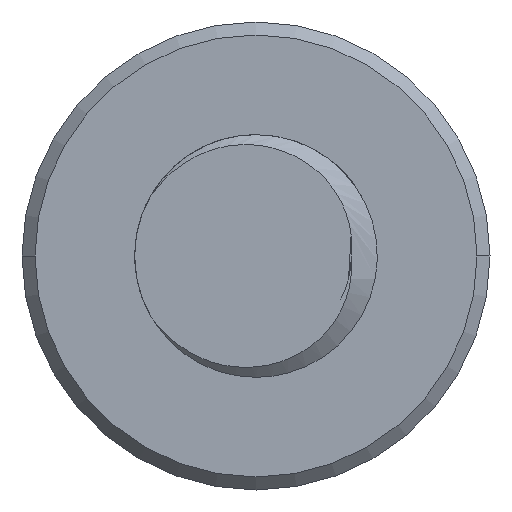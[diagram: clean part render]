
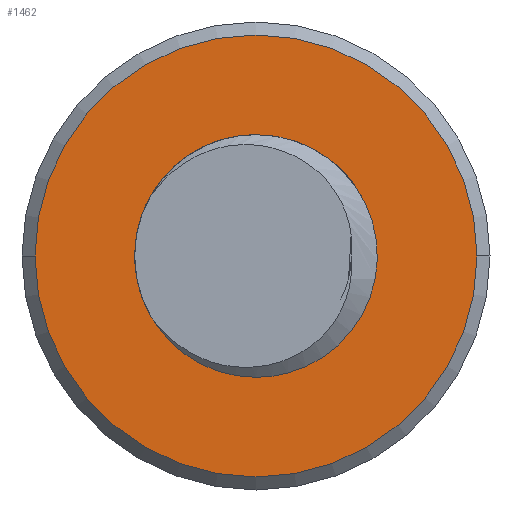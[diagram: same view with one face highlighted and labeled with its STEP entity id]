
A CAD part, front view. The second image highlights one B-rep face of the part: STEP entity #1462.
In plain terms, the highlighted planar face has unit normal (0, -1, 0).
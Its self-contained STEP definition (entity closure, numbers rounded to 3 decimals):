
#61 = CARTESIAN_POINT ( 'NONE',  ( 2.613, 0., 1.388 ) ) ;
#80 = CARTESIAN_POINT ( 'NONE',  ( 1.519, 0., 0.15 ) ) ;
#176 = CIRCLE ( 'NONE', #3135, 2.55 ) ;
#301 = CARTESIAN_POINT ( 'NONE',  ( 3.962, 0., 0.7 ) ) ;
#327 = VERTEX_POINT ( 'NONE', #1460 ) ;
#390 = CARTESIAN_POINT ( 'NONE',  ( 1.574, 0., -0.258 ) ) ;
#406 = CARTESIAN_POINT ( 'NONE',  ( 2.75, 0., 0. ) ) ;
#672 = ORIENTED_EDGE ( 'NONE', *, *, #3608, .F. ) ;
#704 = CARTESIAN_POINT ( 'NONE',  ( 1.767, 0., -0.621 ) ) ;
#727 = DIRECTION ( 'NONE',  ( -1., 0., 0. ) ) ;
#956 = DIRECTION ( 'NONE',  ( 0., -1., 0. ) ) ;
#1024 = CARTESIAN_POINT ( 'NONE',  ( 2.074, 0., -0.895 ) ) ;
#1150 = PLANE ( 'NONE',  #3600 ) ;
#1272 = EDGE_CURVE ( 'NONE', #1949, #2650, #3610, .T. ) ;
#1306 = CARTESIAN_POINT ( 'NONE',  ( 0.2, 0., 0. ) ) ;
#1335 = CARTESIAN_POINT ( 'NONE',  ( 2.224, 0., 1.255 ) ) ;
#1354 = FACE_BOUND ( 'NONE', #3582, .T. ) ;
#1451 = CARTESIAN_POINT ( 'NONE',  ( 4.099, 0., 0.172 ) ) ;
#1457 = CARTESIAN_POINT ( 'NONE',  ( 4.06, 0., 0.444 ) ) ;
#1460 = CARTESIAN_POINT ( 'NONE',  ( 2.75, 0., 1.4 ) ) ;
#1462 = ADVANCED_FACE ( 'NONE', ( #1354, #2251 ), #1150, .F. ) ;
#1464 = CARTESIAN_POINT ( 'NONE',  ( 4.021, 0., 0.575 ) ) ;
#1506 = DIRECTION ( 'NONE',  ( -1., 0., 0. ) ) ;
#1651 = CARTESIAN_POINT ( 'NONE',  ( 1.786, 0., 0.928 ) ) ;
#1720 = CARTESIAN_POINT ( 'NONE',  ( 2.75, 0., 0. ) ) ;
#1888 = EDGE_LOOP ( 'NONE', ( #2224, #3785 ) ) ;
#1949 = VERTEX_POINT ( 'NONE', #2293 ) ;
#1953 = CARTESIAN_POINT ( 'NONE',  ( 1.531, 0., 0.289 ) ) ;
#1959 = AXIS2_PLACEMENT_3D ( 'NONE', #2768, #956, #3064 ) ;
#2011 = DIRECTION ( 'NONE',  ( -1., 0., 0. ) ) ;
#2054 = EDGE_CURVE ( 'NONE', #3665, #3509, #2132, .T. ) ;
#2132 = CIRCLE ( 'NONE', #2813, 2.55 ) ;
#2224 = ORIENTED_EDGE ( 'NONE', *, *, #2826, .F. ) ;
#2241 = B_SPLINE_CURVE_WITH_KNOTS ( 'NONE', 3,
 ( #2530, #61, #3115, #1335, #3412, #1651, #3692, #1953, #80, #2246, #390, #2545, #704, #2834, #1024, #3132 ),
 .UNSPECIFIED., .F., .F.,
 ( 4, 2, 2, 2, 2, 2, 2, 4 ),
 ( 0., 0., 0.001, 0.002, 0.002, 0.002, 0.003, 0.003 ),
 .UNSPECIFIED. ) ;
#2246 = CARTESIAN_POINT ( 'NONE',  ( 1.539, 0., -0.122 ) ) ;
#2251 = FACE_OUTER_BOUND ( 'NONE', #1888, .T. ) ;
#2293 = CARTESIAN_POINT ( 'NONE',  ( 2.2, 0., -0.953 ) ) ;
#2461 = ORIENTED_EDGE ( 'NONE', *, *, #1272, .F. ) ;
#2530 = CARTESIAN_POINT ( 'NONE',  ( 2.75, 0., 1.4 ) ) ;
#2545 = CARTESIAN_POINT ( 'NONE',  ( 1.687, 0., -0.506 ) ) ;
#2562 = DIRECTION ( 'NONE',  ( 0., 1., 0. ) ) ;
#2650 = VERTEX_POINT ( 'NONE', #301 ) ;
#2674 = EDGE_CURVE ( 'NONE', #2650, #327, #3121, .T. ) ;
#2735 = ORIENTED_EDGE ( 'NONE', *, *, #2674, .F. ) ;
#2768 = CARTESIAN_POINT ( 'NONE',  ( 2.75, 0., 0. ) ) ;
#2813 = AXIS2_PLACEMENT_3D ( 'NONE', #1720, #3744, #2011 ) ;
#2826 = EDGE_CURVE ( 'NONE', #3509, #3665, #176, .T. ) ;
#2834 = CARTESIAN_POINT ( 'NONE',  ( 1.959, 0., -0.815 ) ) ;
#2985 = CARTESIAN_POINT ( 'NONE',  ( 0., 0., 0. ) ) ;
#2988 = CARTESIAN_POINT ( 'NONE',  ( 2.313, 0., -1.033 ) ) ;
#2991 = CARTESIAN_POINT ( 'NONE',  ( 2.2, 0., -0.953 ) ) ;
#3064 = DIRECTION ( 'NONE',  ( 0., 0., 1. ) ) ;
#3115 = CARTESIAN_POINT ( 'NONE',  ( 2.48, 0., 1.357 ) ) ;
#3121 = CIRCLE ( 'NONE', #1959, 1.4 ) ;
#3132 = CARTESIAN_POINT ( 'NONE',  ( 2.2, 0., -0.953 ) ) ;
#3135 = AXIS2_PLACEMENT_3D ( 'NONE', #406, #2562, #727 ) ;
#3210 = CARTESIAN_POINT ( 'NONE',  ( 2.437, 0., -1.091 ) ) ;
#3215 = CARTESIAN_POINT ( 'NONE',  ( 2.703, 0., -1.162 ) ) ;
#3241 = CARTESIAN_POINT ( 'NONE',  ( 2.84, 0., -1.174 ) ) ;
#3245 = CARTESIAN_POINT ( 'NONE',  ( 3.114, 0., -1.148 ) ) ;
#3255 = CARTESIAN_POINT ( 'NONE',  ( 3.247, 0., -1.111 ) ) ;
#3259 = CARTESIAN_POINT ( 'NONE',  ( 3.495, 0., -0.992 ) ) ;
#3270 = CARTESIAN_POINT ( 'NONE',  ( 3.608, 0., -0.913 ) ) ;
#3278 = DIRECTION ( 'NONE',  ( 0., 1., 0. ) ) ;
#3281 = CARTESIAN_POINT ( 'NONE',  ( 3.903, 0., -0.626 ) ) ;
#3297 = CARTESIAN_POINT ( 'NONE',  ( 4.035, 0., -0.372 ) ) ;
#3326 = CARTESIAN_POINT ( 'NONE',  ( 4.1, 0., 0.035 ) ) ;
#3346 = CARTESIAN_POINT ( 'NONE',  ( 3.962, 0., 0.7 ) ) ;
#3412 = CARTESIAN_POINT ( 'NONE',  ( 2.106, 0., 1.186 ) ) ;
#3509 = VERTEX_POINT ( 'NONE', #1306 ) ;
#3582 = EDGE_LOOP ( 'NONE', ( #2735, #2461, #672 ) ) ;
#3600 = AXIS2_PLACEMENT_3D ( 'NONE', #2985, #3278, #1506 ) ;
#3608 = EDGE_CURVE ( 'NONE', #327, #1949, #2241, .T. ) ;
#3610 = B_SPLINE_CURVE_WITH_KNOTS ( 'NONE', 3,
 ( #2991, #2988, #3210, #3215, #3241, #3245, #3255, #3259, #3270, #3281, #3297, #3326, #1451, #1457, #1464, #3346 ),
 .UNSPECIFIED., .F., .F.,
 ( 4, 2, 2, 2, 2, 2, 2, 4 ),
 ( 0., 0., 0.001, 0.001, 0.002, 0.002, 0.003, 0.003 ),
 .UNSPECIFIED. ) ;
#3665 = VERTEX_POINT ( 'NONE', #3702 ) ;
#3692 = CARTESIAN_POINT ( 'NONE',  ( 1.631, 0., 0.685 ) ) ;
#3702 = CARTESIAN_POINT ( 'NONE',  ( 5.3, 0., 0. ) ) ;
#3744 = DIRECTION ( 'NONE',  ( 0., 1., 0. ) ) ;
#3785 = ORIENTED_EDGE ( 'NONE', *, *, #2054, .F. ) ;
